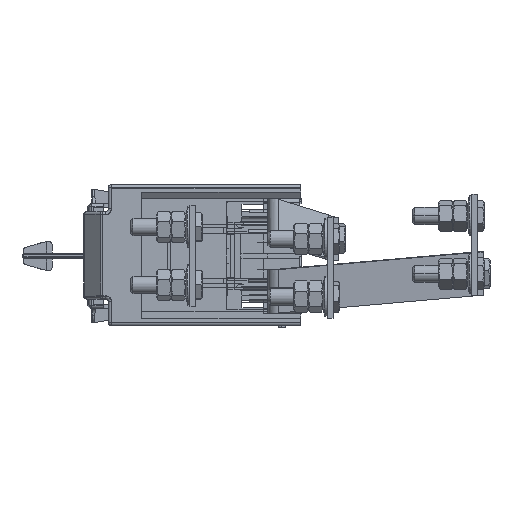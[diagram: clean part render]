
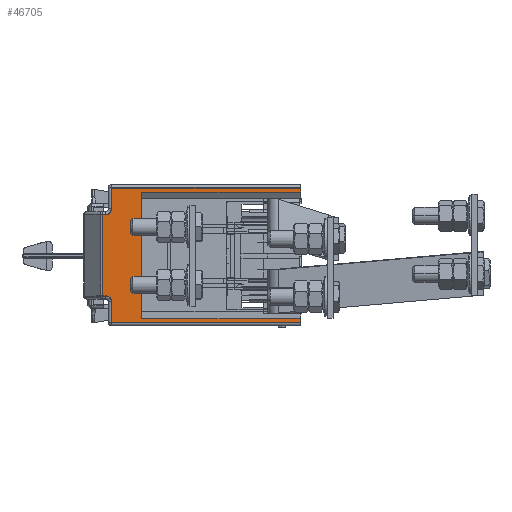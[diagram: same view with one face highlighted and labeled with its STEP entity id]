
A CAD part, left-side view. The second image highlights one B-rep face of the part: STEP entity #46705.
In plain terms, the highlighted planar face has unit normal (-1, 0, 0).
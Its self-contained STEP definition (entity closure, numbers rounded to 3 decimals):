
#1176 = VERTEX_POINT ( 'NONE', #74265 ) ;
#1514 = VERTEX_POINT ( 'NONE', #24988 ) ;
#3043 = LINE ( 'NONE', #70930, #118231 ) ;
#5565 = EDGE_CURVE ( 'NONE', #129138, #113745, #30004, .T. ) ;
#8812 = ORIENTED_EDGE ( 'NONE', *, *, #119203, .F. ) ;
#10142 = LINE ( 'NONE', #71354, #99104 ) ;
#10901 = DIRECTION ( 'NONE',  ( 0., 0., 1. ) ) ;
#15327 = DIRECTION ( 'NONE',  ( 0., 1., 0. ) ) ;
#16311 = EDGE_CURVE ( 'NONE', #109440, #111405, #102779, .T. ) ;
#16758 = CARTESIAN_POINT ( 'NONE',  ( -63.348, 130.5, -8.25 ) ) ;
#16976 = LINE ( 'NONE', #138849, #109398 ) ;
#17781 = VERTEX_POINT ( 'NONE', #102781 ) ;
#18822 = VECTOR ( 'NONE', #83439, 1000. ) ;
#19488 = DIRECTION ( 'NONE',  ( 0., 1., 0. ) ) ;
#21972 = CARTESIAN_POINT ( 'NONE',  ( -63.348, 130.5, 70.75 ) ) ;
#23697 = ORIENTED_EDGE ( 'NONE', *, *, #94250, .F. ) ;
#23853 = VERTEX_POINT ( 'NONE', #45788 ) ;
#24988 = CARTESIAN_POINT ( 'NONE',  ( -63.348, 109.5, -3.25 ) ) ;
#25072 = CARTESIAN_POINT ( 'NONE',  ( -63.348, -0.5, -6.25 ) ) ;
#26517 = EDGE_CURVE ( 'NONE', #17781, #104340, #113059, .T. ) ;
#27461 = CARTESIAN_POINT ( 'NONE',  ( -63.348, 132.5, 12.25 ) ) ;
#27919 = ORIENTED_EDGE ( 'NONE', *, *, #5565, .T. ) ;
#28860 = EDGE_LOOP ( 'NONE', ( #8812, #88749, #73074, #48959, #141774, #27919, #104444, #69765, #126422, #46564, #23697, #143124, #30586, #45230 ) ) ;
#29324 = AXIS2_PLACEMENT_3D ( 'NONE', #144592, #77707, #10901 ) ;
#30004 = LINE ( 'NONE', #21972, #115504 ) ;
#30476 = DIRECTION ( 'NONE',  ( 0., 1., 0. ) ) ;
#30586 = ORIENTED_EDGE ( 'NONE', *, *, #26517, .T. ) ;
#32608 = CIRCLE ( 'NONE', #29324, 4. ) ;
#32935 = DIRECTION ( 'NONE',  ( -1., 0., 0. ) ) ;
#34149 = EDGE_CURVE ( 'NONE', #104796, #1514, #75753, .T. ) ;
#38416 = CARTESIAN_POINT ( 'NONE',  ( -63.348, 130.5, 72.75 ) ) ;
#43144 = CARTESIAN_POINT ( 'NONE',  ( -63.348, -0.5, 70.75 ) ) ;
#43520 = VECTOR ( 'NONE', #108986, 1000. ) ;
#45230 = ORIENTED_EDGE ( 'NONE', *, *, #70743, .F. ) ;
#45788 = CARTESIAN_POINT ( 'NONE',  ( -63.348, -0.5, 87.25 ) ) ;
#46564 = ORIENTED_EDGE ( 'NONE', *, *, #68257, .T. ) ;
#46705 = ADVANCED_FACE ( 'NONE', ( #109417 ), #77267, .T. ) ;
#48462 = LINE ( 'NONE', #27461, #18822 ) ;
#48959 = ORIENTED_EDGE ( 'NONE', *, *, #67645, .F. ) ;
#50228 = VECTOR ( 'NONE', #133278, 1000. ) ;
#51118 = CARTESIAN_POINT ( 'NONE',  ( -63.348, 136.672, 12.25 ) ) ;
#51364 = DIRECTION ( 'NONE',  ( -1., 0., 0. ) ) ;
#56332 = LINE ( 'NONE', #16758, #82364 ) ;
#57469 = VECTOR ( 'NONE', #30476, 1000. ) ;
#60453 = VECTOR ( 'NONE', #132092, 1000. ) ;
#61148 = DIRECTION ( 'NONE',  ( 0., 0., -1. ) ) ;
#64735 = CARTESIAN_POINT ( 'NONE',  ( -63.348, 134.5, 12.25 ) ) ;
#66244 = EDGE_CURVE ( 'NONE', #23853, #129138, #87002, .T. ) ;
#66845 = DIRECTION ( 'NONE',  ( 0., 0., -1. ) ) ;
#67645 = EDGE_CURVE ( 'NONE', #23853, #88341, #16976, .T. ) ;
#67824 = CARTESIAN_POINT ( 'NONE',  ( -63.348, 109.5, 84.25 ) ) ;
#68257 = EDGE_CURVE ( 'NONE', #111405, #111581, #48462, .T. ) ;
#69765 = ORIENTED_EDGE ( 'NONE', *, *, #100882, .T. ) ;
#70743 = EDGE_CURVE ( 'NONE', #84908, #104340, #90052, .T. ) ;
#70930 = CARTESIAN_POINT ( 'NONE',  ( -63.348, 137.5, 68.75 ) ) ;
#71354 = CARTESIAN_POINT ( 'NONE',  ( -63.348, -0.5, -3.25 ) ) ;
#73056 = CARTESIAN_POINT ( 'NONE',  ( -63.348, 109.5, -3.25 ) ) ;
#73074 = ORIENTED_EDGE ( 'NONE', *, *, #102134, .F. ) ;
#74265 = CARTESIAN_POINT ( 'NONE',  ( -63.348, 134.5, 68.75 ) ) ;
#74856 = CARTESIAN_POINT ( 'NONE',  ( -63.348, -0.5, -3.25 ) ) ;
#75753 = LINE ( 'NONE', #73056, #105406 ) ;
#77267 = PLANE ( 'NONE',  #110259 ) ;
#77707 = DIRECTION ( 'NONE',  ( -1., 0., 0. ) ) ;
#82364 = VECTOR ( 'NONE', #61148, 1000. ) ;
#83126 = DIRECTION ( 'NONE',  ( 0., 0., -1. ) ) ;
#83439 = DIRECTION ( 'NONE',  ( 0., -1., 0. ) ) ;
#84908 = VERTEX_POINT ( 'NONE', #74856 ) ;
#85982 = CARTESIAN_POINT ( 'NONE',  ( -63.348, 132.5, 87.25 ) ) ;
#86550 = VECTOR ( 'NONE', #19488, 1000. ) ;
#87002 = LINE ( 'NONE', #85982, #57469 ) ;
#87148 = CARTESIAN_POINT ( 'NONE',  ( -63.348, -0.5, 89.25 ) ) ;
#88341 = VERTEX_POINT ( 'NONE', #92156 ) ;
#88509 = CIRCLE ( 'NONE', #104462, 4. ) ;
#88749 = ORIENTED_EDGE ( 'NONE', *, *, #34149, .F. ) ;
#90052 = LINE ( 'NONE', #87148, #60453 ) ;
#92156 = CARTESIAN_POINT ( 'NONE',  ( -63.348, -0.5, 84.25 ) ) ;
#94250 = EDGE_CURVE ( 'NONE', #141839, #111581, #32608, .T. ) ;
#97788 = CARTESIAN_POINT ( 'NONE',  ( -63.348, 136.672, 70.75 ) ) ;
#99104 = VECTOR ( 'NONE', #138207, 1000. ) ;
#100882 = EDGE_CURVE ( 'NONE', #1176, #109440, #3043, .T. ) ;
#100978 = EDGE_CURVE ( 'NONE', #1176, #113745, #88509, .T. ) ;
#102134 = EDGE_CURVE ( 'NONE', #88341, #104796, #142490, .T. ) ;
#102779 = LINE ( 'NONE', #97788, #43520 ) ;
#102781 = CARTESIAN_POINT ( 'NONE',  ( -63.348, 130.5, -6.25 ) ) ;
#104340 = VERTEX_POINT ( 'NONE', #25072 ) ;
#104444 = ORIENTED_EDGE ( 'NONE', *, *, #100978, .F. ) ;
#104462 = AXIS2_PLACEMENT_3D ( 'NONE', #118157, #51364, #129381 ) ;
#104796 = VERTEX_POINT ( 'NONE', #67824 ) ;
#105406 = VECTOR ( 'NONE', #106675, 1000. ) ;
#106675 = DIRECTION ( 'NONE',  ( 0., 0., -1. ) ) ;
#108651 = CARTESIAN_POINT ( 'NONE',  ( -63.348, -0.5, 84.25 ) ) ;
#108986 = DIRECTION ( 'NONE',  ( 0., 0., -1. ) ) ;
#109398 = VECTOR ( 'NONE', #83126, 1000. ) ;
#109417 = FACE_OUTER_BOUND ( 'NONE', #28860, .T. ) ;
#109440 = VERTEX_POINT ( 'NONE', #144246 ) ;
#110259 = AXIS2_PLACEMENT_3D ( 'NONE', #43144, #32935, #110869 ) ;
#110869 = DIRECTION ( 'NONE',  ( 0., 0., 1. ) ) ;
#111405 = VERTEX_POINT ( 'NONE', #51118 ) ;
#111581 = VERTEX_POINT ( 'NONE', #64735 ) ;
#112039 = CARTESIAN_POINT ( 'NONE',  ( -63.348, 130.5, 87.25 ) ) ;
#113059 = LINE ( 'NONE', #144535, #50228 ) ;
#113745 = VERTEX_POINT ( 'NONE', #38416 ) ;
#114320 = EDGE_CURVE ( 'NONE', #141839, #17781, #56332, .T. ) ;
#115504 = VECTOR ( 'NONE', #66845, 1000. ) ;
#118157 = CARTESIAN_POINT ( 'NONE',  ( -63.348, 134.5, 72.75 ) ) ;
#118231 = VECTOR ( 'NONE', #15327, 1000. ) ;
#119203 = EDGE_CURVE ( 'NONE', #1514, #84908, #10142, .T. ) ;
#122309 = CARTESIAN_POINT ( 'NONE',  ( -63.348, 130.5, 8.25 ) ) ;
#126422 = ORIENTED_EDGE ( 'NONE', *, *, #16311, .T. ) ;
#129138 = VERTEX_POINT ( 'NONE', #112039 ) ;
#129381 = DIRECTION ( 'NONE',  ( 0., 0., 1. ) ) ;
#132092 = DIRECTION ( 'NONE',  ( 0., 0., -1. ) ) ;
#133278 = DIRECTION ( 'NONE',  ( 0., -1., 0. ) ) ;
#138207 = DIRECTION ( 'NONE',  ( 0., -1., 0. ) ) ;
#138849 = CARTESIAN_POINT ( 'NONE',  ( -63.348, -0.5, 89.25 ) ) ;
#141774 = ORIENTED_EDGE ( 'NONE', *, *, #66244, .T. ) ;
#141839 = VERTEX_POINT ( 'NONE', #122309 ) ;
#142490 = LINE ( 'NONE', #108651, #86550 ) ;
#143124 = ORIENTED_EDGE ( 'NONE', *, *, #114320, .T. ) ;
#144246 = CARTESIAN_POINT ( 'NONE',  ( -63.348, 136.672, 68.75 ) ) ;
#144535 = CARTESIAN_POINT ( 'NONE',  ( -63.348, -0.5, -6.25 ) ) ;
#144592 = CARTESIAN_POINT ( 'NONE',  ( -63.348, 134.5, 8.25 ) ) ;
